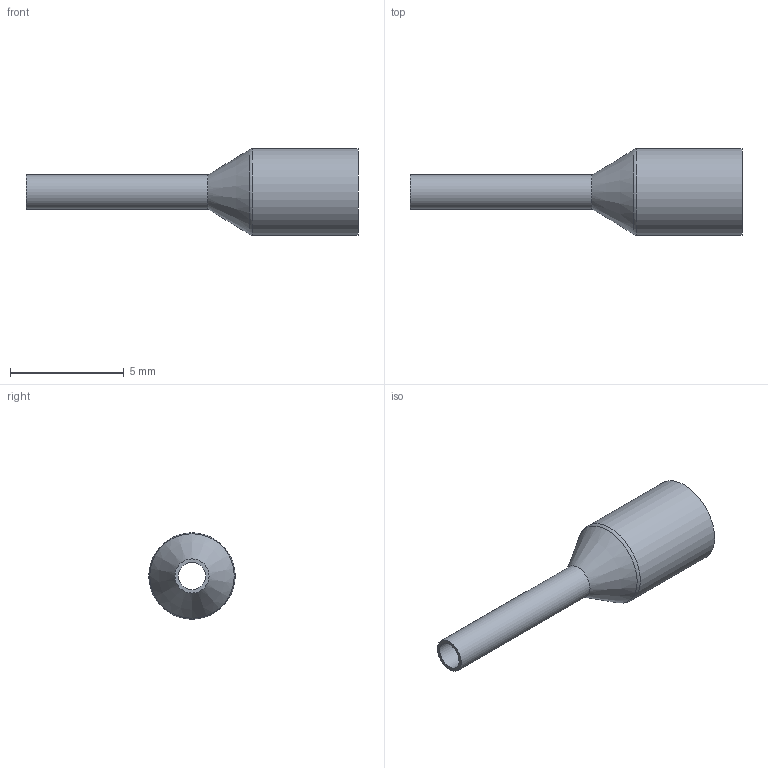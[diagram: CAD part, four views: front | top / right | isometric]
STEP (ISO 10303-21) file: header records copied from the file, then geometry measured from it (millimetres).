
FILE_DESCRIPTION(/* description */ ('-'),/* implementation_level */ '2;1');
FILE_NAME(/* name */ 'Aderenhülse 0,75 qmm x 8 mm - teilisoliert grau',/* time_stamp */ '2022-04-03T22:01:44+02:00',/* author */ ('c. wilms'),/* organization */ ('Bock machining GmbH'),/* preprocessor_version */ 'ST-DEVELOPER v16.7',/* originating_system */ 'Solid Edge',/* authorisation */ 'Unknown');
FILE_SCHEMA (('AUTOMOTIVE_DESIGN {1 0 10303 214 3 1 1}'));
Length unit declared in the file: millimetre
Products named in the file (1): Aderenhülse 0,75 qmm x 8 mm - teilisoliert grau
Bounding box: 14.6 x 3.8 x 3.8 mm (x, y, z)
Volume: 45.1 mm3; surface area: 215.5 mm2
Topology: 2 solids, 2 shells, 17 faces, 33 edges, 18 vertices
Faces by surface type: cone 7, cylinder 4, torus 4, plane 2
Full cylindrical faces by diameter (mm): 1.2 x1, 1.5 x2, 3.8 x1
Entity records: 388 total; most frequent: DIRECTION 70, CARTESIAN_POINT 52, AXIS2_PLACEMENT_3D 35, ORIENTED_EDGE 34, EDGE_LOOP 34, FACE_BOUND 34, EDGE_CURVE 17, VERTEX_POINT 17
